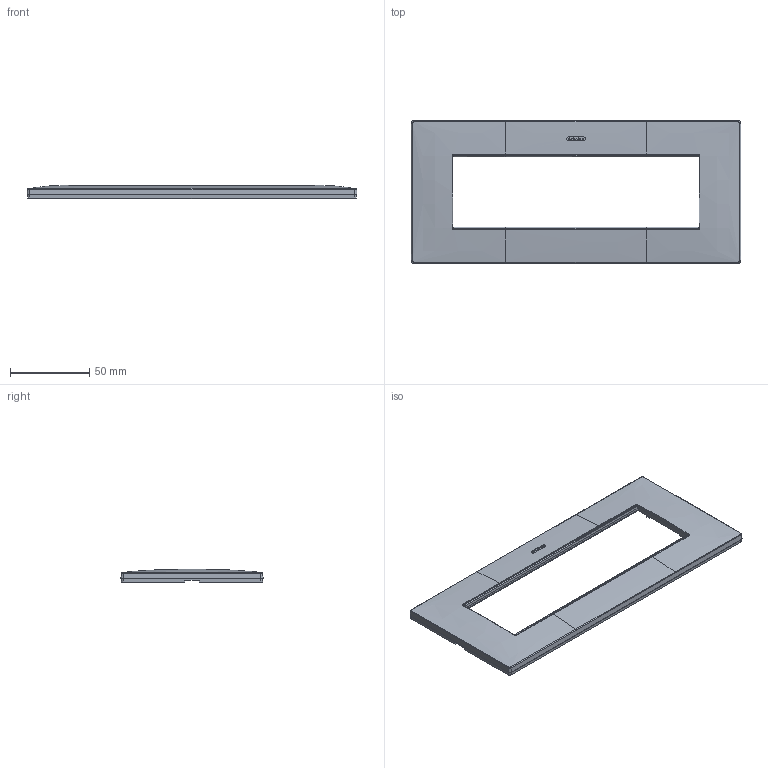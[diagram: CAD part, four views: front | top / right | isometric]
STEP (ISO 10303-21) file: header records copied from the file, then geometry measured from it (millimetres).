
FILE_DESCRIPTION(('CATIA V5 STEP Exchange','CAx-IF Rec.Pracs.--- Model Styling and Organization---1.4--- 2014-01-23'),'2;1');
FILE_NAME('GW16007PW.stp','2024-02-12T15:53:28+00:00',('none'),('none'),'CATIA Version 5-6 Release 2019 SP6','CATIA V5 STEP AP214 v1','none');
FILE_SCHEMA(('AUTOMOTIVE_DESIGN { 1 0 10303 214 1 1 1 1 }'));
Products named in the file (1): GW16007PW
Bounding box: 208.8 x 90 x 8.69 mm (x, y, z)
Volume: 33295.7 mm3; surface area: 37189.5 mm2
Topology: 1 solids, 1 shells, 1939 faces, 5007 edges, 2968 vertices
Faces by surface type: bspline 1027, plane 409, cylinder 329, cone 110, sphere 64
Entity records: 153118 total; most frequent: CARTESIAN_POINT 115773, ORIENTED_EDGE 9886, EDGE_CURVE 4943, B_SPLINE_CURVE_WITH_KNOTS 3721, VERTEX_POINT 2968, DIRECTION 2838, EDGE_LOOP 1991, ADVANCED_FACE 1939
